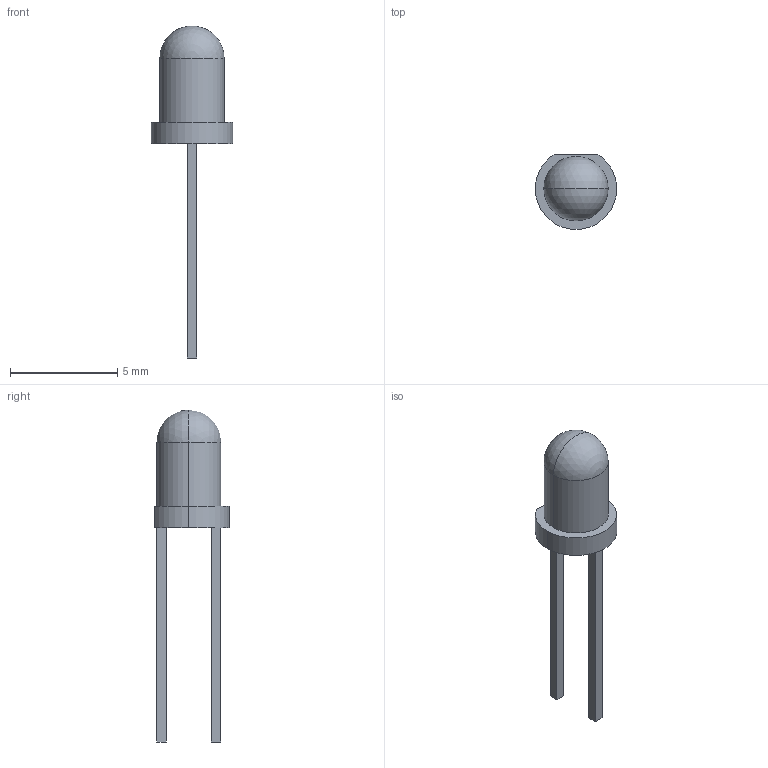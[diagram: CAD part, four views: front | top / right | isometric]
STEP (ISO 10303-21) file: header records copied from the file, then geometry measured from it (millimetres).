
FILE_DESCRIPTION (( 'STEP AP214' ), '1' );
FILE_NAME ('LED 3mm Red DIP.STEP', '2014-07-10T13:48:22', ( 'Master' ), ( '' ), 'SwSTEP 2.0', 'SolidWorks 2013', '' );
FILE_SCHEMA (( 'AUTOMOTIVE_DESIGN' ));
Length unit declared in the file: millimetre
Products named in the file (1): LED 3mm Red DIP
Bounding box: 3.8 x 3.5 x 15.5 mm (x, y, z)
Volume: 45.1 mm3; surface area: 120.5 mm2
Topology: 3 solids, 3 shells, 46 faces, 117 edges, 77 vertices
Faces by surface type: plane 33, cylinder 5, cone 4, sphere 2, torus 2
Entity records: 1635 total; most frequent: CARTESIAN_POINT 385, ORIENTED_EDGE 226, DIRECTION 213, EDGE_CURVE 113, VECTOR 83, LINE 83, VERTEX_POINT 75, AXIS2_PLACEMENT_3D 65
